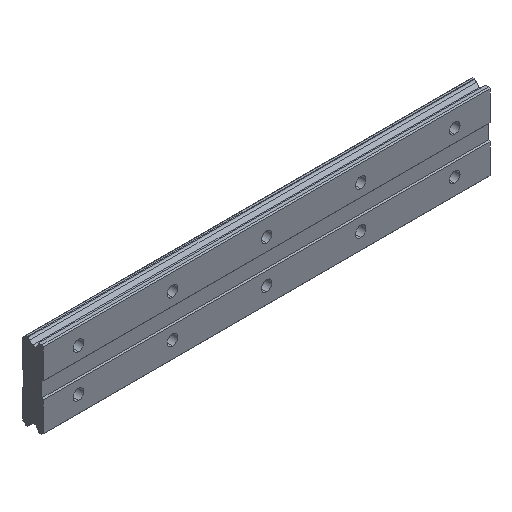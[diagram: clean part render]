
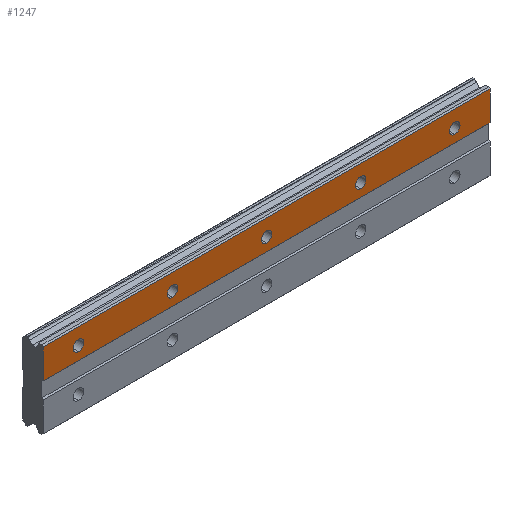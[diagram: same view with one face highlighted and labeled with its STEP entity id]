
A CAD part, isometric view. The second image highlights one B-rep face of the part: STEP entity #1247.
In plain terms, the highlighted planar face has unit normal (0, -1, 0).
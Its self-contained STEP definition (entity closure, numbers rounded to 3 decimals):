
#22 = DIRECTION ( 'NONE',  ( 0., -1., 0. ) ) ;
#70 = CARTESIAN_POINT ( 'NONE',  ( 175., 0., 3.5 ) ) ;
#74 = EDGE_LOOP ( 'NONE', ( #1858, #2266 ) ) ;
#108 = VECTOR ( 'NONE', #164, 1000. ) ;
#130 = ORIENTED_EDGE ( 'NONE', *, *, #751, .F. ) ;
#131 = LINE ( 'NONE', #2217, #1067 ) ;
#132 = VECTOR ( 'NONE', #1320, 1000. ) ;
#143 = EDGE_CURVE ( 'NONE', #525, #281, #2061, .T. ) ;
#164 = DIRECTION ( 'NONE',  ( 1., 0., 0. ) ) ;
#179 = CARTESIAN_POINT ( 'NONE',  ( 160., 0., 11.25 ) ) ;
#196 = ORIENTED_EDGE ( 'NONE', *, *, #1449, .F. ) ;
#236 = DIRECTION ( 'NONE',  ( 0., -1., 0. ) ) ;
#237 = VECTOR ( 'NONE', #2457, 1000. ) ;
#255 = VERTEX_POINT ( 'NONE', #612 ) ;
#281 = VERTEX_POINT ( 'NONE', #1528 ) ;
#308 = CIRCLE ( 'NONE', #2496, 2.25 ) ;
#315 = CARTESIAN_POINT ( 'NONE',  ( 40., 0., 9. ) ) ;
#330 = DIRECTION ( 'NONE',  ( 0., 0., 1. ) ) ;
#344 = DIRECTION ( 'NONE',  ( 0., 0., 1. ) ) ;
#387 = AXIS2_PLACEMENT_3D ( 'NONE', #1065, #628, #802 ) ;
#409 = CARTESIAN_POINT ( 'NONE',  ( 175., 0., 16. ) ) ;
#487 = EDGE_LOOP ( 'NONE', ( #557, #1130, #1872, #1319 ) ) ;
#503 = FACE_OUTER_BOUND ( 'NONE', #487, .T. ) ;
#506 = AXIS2_PLACEMENT_3D ( 'NONE', #1807, #2400, #344 ) ;
#518 = EDGE_CURVE ( 'NONE', #281, #525, #2039, .T. ) ;
#525 = VERTEX_POINT ( 'NONE', #1795 ) ;
#557 = ORIENTED_EDGE ( 'NONE', *, *, #2479, .F. ) ;
#575 = VERTEX_POINT ( 'NONE', #2025 ) ;
#596 = CIRCLE ( 'NONE', #1435, 2.25 ) ;
#612 = CARTESIAN_POINT ( 'NONE',  ( 0., 0., 11.25 ) ) ;
#628 = DIRECTION ( 'NONE',  ( 0., -1., 0. ) ) ;
#633 = FACE_BOUND ( 'NONE', #765, .T. ) ;
#694 = ORIENTED_EDGE ( 'NONE', *, *, #1663, .F. ) ;
#704 = CARTESIAN_POINT ( 'NONE',  ( 160., 0., 9. ) ) ;
#707 = AXIS2_PLACEMENT_3D ( 'NONE', #704, #2191, #1988 ) ;
#744 = AXIS2_PLACEMENT_3D ( 'NONE', #792, #2666, #1001 ) ;
#751 = EDGE_CURVE ( 'NONE', #1012, #2133, #908, .T. ) ;
#757 = CARTESIAN_POINT ( 'NONE',  ( 160., 0., 9. ) ) ;
#759 = CARTESIAN_POINT ( 'NONE',  ( 160., 0., 6.75 ) ) ;
#765 = EDGE_LOOP ( 'NONE', ( #1729, #196 ) ) ;
#768 = DIRECTION ( 'NONE',  ( 0., 0., 1. ) ) ;
#769 = CARTESIAN_POINT ( 'NONE',  ( 80., 0., 9. ) ) ;
#792 = CARTESIAN_POINT ( 'NONE',  ( 0., 0., 9. ) ) ;
#802 = DIRECTION ( 'NONE',  ( 0., 0., 1. ) ) ;
#830 = LINE ( 'NONE', #1410, #237 ) ;
#836 = CIRCLE ( 'NONE', #744, 2.25 ) ;
#863 = EDGE_CURVE ( 'NONE', #1235, #2354, #830, .T. ) ;
#872 = DIRECTION ( 'NONE',  ( 0., 1., 0. ) ) ;
#908 = CIRCLE ( 'NONE', #2420, 2.25 ) ;
#915 = VERTEX_POINT ( 'NONE', #179 ) ;
#972 = CIRCLE ( 'NONE', #2154, 2.25 ) ;
#991 = EDGE_CURVE ( 'NONE', #2371, #1235, #2659, .T. ) ;
#998 = CARTESIAN_POINT ( 'NONE',  ( 80., 0., 6.75 ) ) ;
#1001 = DIRECTION ( 'NONE',  ( 0., 0., 1. ) ) ;
#1002 = CARTESIAN_POINT ( 'NONE',  ( 40., 0., 11.25 ) ) ;
#1012 = VERTEX_POINT ( 'NONE', #2306 ) ;
#1029 = EDGE_CURVE ( 'NONE', #1755, #255, #1522, .T. ) ;
#1061 = AXIS2_PLACEMENT_3D ( 'NONE', #409, #872, #1348 ) ;
#1065 = CARTESIAN_POINT ( 'NONE',  ( 120., 0., 9. ) ) ;
#1067 = VECTOR ( 'NONE', #1172, 1000. ) ;
#1130 = ORIENTED_EDGE ( 'NONE', *, *, #863, .F. ) ;
#1164 = DIRECTION ( 'NONE',  ( 0., -1., 0. ) ) ;
#1172 = DIRECTION ( 'NONE',  ( -1., 0., 0. ) ) ;
#1210 = CARTESIAN_POINT ( 'NONE',  ( 175., 0., 16. ) ) ;
#1220 = EDGE_CURVE ( 'NONE', #575, #1532, #1760, .T. ) ;
#1235 = VERTEX_POINT ( 'NONE', #1210 ) ;
#1247 = ADVANCED_FACE ( 'NONE', ( #503, #2489, #1273, #2106, #633, #2303 ), #1289, .F. ) ;
#1250 = EDGE_LOOP ( 'NONE', ( #694, #130 ) ) ;
#1262 = DIRECTION ( 'NONE',  ( 0., 0., 1. ) ) ;
#1273 = FACE_BOUND ( 'NONE', #74, .T. ) ;
#1282 = EDGE_LOOP ( 'NONE', ( #1312, #2702 ) ) ;
#1289 = PLANE ( 'NONE',  #1061 ) ;
#1312 = ORIENTED_EDGE ( 'NONE', *, *, #2553, .F. ) ;
#1319 = ORIENTED_EDGE ( 'NONE', *, *, #1667, .T. ) ;
#1320 = DIRECTION ( 'NONE',  ( 0., 0., -1. ) ) ;
#1348 = DIRECTION ( 'NONE',  ( 0., 0., 1. ) ) ;
#1410 = CARTESIAN_POINT ( 'NONE',  ( 175., 0., 16.615 ) ) ;
#1418 = DIRECTION ( 'NONE',  ( 0., 0., 1. ) ) ;
#1435 = AXIS2_PLACEMENT_3D ( 'NONE', #757, #1593, #768 ) ;
#1449 = EDGE_CURVE ( 'NONE', #1532, #575, #308, .T. ) ;
#1512 = VERTEX_POINT ( 'NONE', #1794 ) ;
#1514 = CARTESIAN_POINT ( 'NONE',  ( -15., 0., 16.615 ) ) ;
#1518 = EDGE_LOOP ( 'NONE', ( #2619, #1603 ) ) ;
#1522 = CIRCLE ( 'NONE', #2562, 2.25 ) ;
#1528 = CARTESIAN_POINT ( 'NONE',  ( 120., 0., 11.25 ) ) ;
#1532 = VERTEX_POINT ( 'NONE', #998 ) ;
#1553 = CARTESIAN_POINT ( 'NONE',  ( -15., 0., 16. ) ) ;
#1593 = DIRECTION ( 'NONE',  ( 0., -1., 0. ) ) ;
#1603 = ORIENTED_EDGE ( 'NONE', *, *, #143, .F. ) ;
#1663 = EDGE_CURVE ( 'NONE', #2133, #1012, #972, .T. ) ;
#1667 = EDGE_CURVE ( 'NONE', #2371, #1512, #2347, .T. ) ;
#1729 = ORIENTED_EDGE ( 'NONE', *, *, #1220, .F. ) ;
#1755 = VERTEX_POINT ( 'NONE', #2583 ) ;
#1760 = CIRCLE ( 'NONE', #1971, 2.25 ) ;
#1794 = CARTESIAN_POINT ( 'NONE',  ( -15., 0., 3.5 ) ) ;
#1795 = CARTESIAN_POINT ( 'NONE',  ( 120., 0., 6.75 ) ) ;
#1807 = CARTESIAN_POINT ( 'NONE',  ( 120., 0., 9. ) ) ;
#1841 = CIRCLE ( 'NONE', #707, 2.25 ) ;
#1858 = ORIENTED_EDGE ( 'NONE', *, *, #2351, .F. ) ;
#1872 = ORIENTED_EDGE ( 'NONE', *, *, #991, .F. ) ;
#1900 = VERTEX_POINT ( 'NONE', #759 ) ;
#1921 = CARTESIAN_POINT ( 'NONE',  ( 40., 0., 9. ) ) ;
#1971 = AXIS2_PLACEMENT_3D ( 'NONE', #769, #2473, #1418 ) ;
#1973 = DIRECTION ( 'NONE',  ( 0., -1., 0. ) ) ;
#1988 = DIRECTION ( 'NONE',  ( 0., 0., 1. ) ) ;
#2024 = DIRECTION ( 'NONE',  ( 0., 0., 1. ) ) ;
#2025 = CARTESIAN_POINT ( 'NONE',  ( 80., 0., 11.25 ) ) ;
#2039 = CIRCLE ( 'NONE', #506, 2.25 ) ;
#2050 = CARTESIAN_POINT ( 'NONE',  ( 175., 0., 16. ) ) ;
#2061 = CIRCLE ( 'NONE', #387, 2.25 ) ;
#2097 = EDGE_CURVE ( 'NONE', #1900, #915, #596, .T. ) ;
#2106 = FACE_BOUND ( 'NONE', #1518, .T. ) ;
#2109 = CARTESIAN_POINT ( 'NONE',  ( 0., 0., 9. ) ) ;
#2133 = VERTEX_POINT ( 'NONE', #1002 ) ;
#2154 = AXIS2_PLACEMENT_3D ( 'NONE', #1921, #22, #2556 ) ;
#2191 = DIRECTION ( 'NONE',  ( 0., -1., 0. ) ) ;
#2217 = CARTESIAN_POINT ( 'NONE',  ( 175., 0., 3.5 ) ) ;
#2266 = ORIENTED_EDGE ( 'NONE', *, *, #2097, .F. ) ;
#2303 = FACE_BOUND ( 'NONE', #1250, .T. ) ;
#2306 = CARTESIAN_POINT ( 'NONE',  ( 40., 0., 6.75 ) ) ;
#2347 = LINE ( 'NONE', #1514, #132 ) ;
#2351 = EDGE_CURVE ( 'NONE', #915, #1900, #1841, .T. ) ;
#2354 = VERTEX_POINT ( 'NONE', #70 ) ;
#2371 = VERTEX_POINT ( 'NONE', #1553 ) ;
#2400 = DIRECTION ( 'NONE',  ( 0., -1., 0. ) ) ;
#2409 = CARTESIAN_POINT ( 'NONE',  ( 80., 0., 9. ) ) ;
#2420 = AXIS2_PLACEMENT_3D ( 'NONE', #315, #1164, #330 ) ;
#2457 = DIRECTION ( 'NONE',  ( 0., 0., -1. ) ) ;
#2473 = DIRECTION ( 'NONE',  ( 0., -1., 0. ) ) ;
#2479 = EDGE_CURVE ( 'NONE', #2354, #1512, #131, .T. ) ;
#2489 = FACE_BOUND ( 'NONE', #1282, .T. ) ;
#2496 = AXIS2_PLACEMENT_3D ( 'NONE', #2409, #1973, #2024 ) ;
#2553 = EDGE_CURVE ( 'NONE', #255, #1755, #836, .T. ) ;
#2556 = DIRECTION ( 'NONE',  ( 0., 0., 1. ) ) ;
#2562 = AXIS2_PLACEMENT_3D ( 'NONE', #2109, #236, #1262 ) ;
#2583 = CARTESIAN_POINT ( 'NONE',  ( 0., 0., 6.75 ) ) ;
#2619 = ORIENTED_EDGE ( 'NONE', *, *, #518, .F. ) ;
#2659 = LINE ( 'NONE', #2050, #108 ) ;
#2666 = DIRECTION ( 'NONE',  ( 0., -1., 0. ) ) ;
#2702 = ORIENTED_EDGE ( 'NONE', *, *, #1029, .F. ) ;
